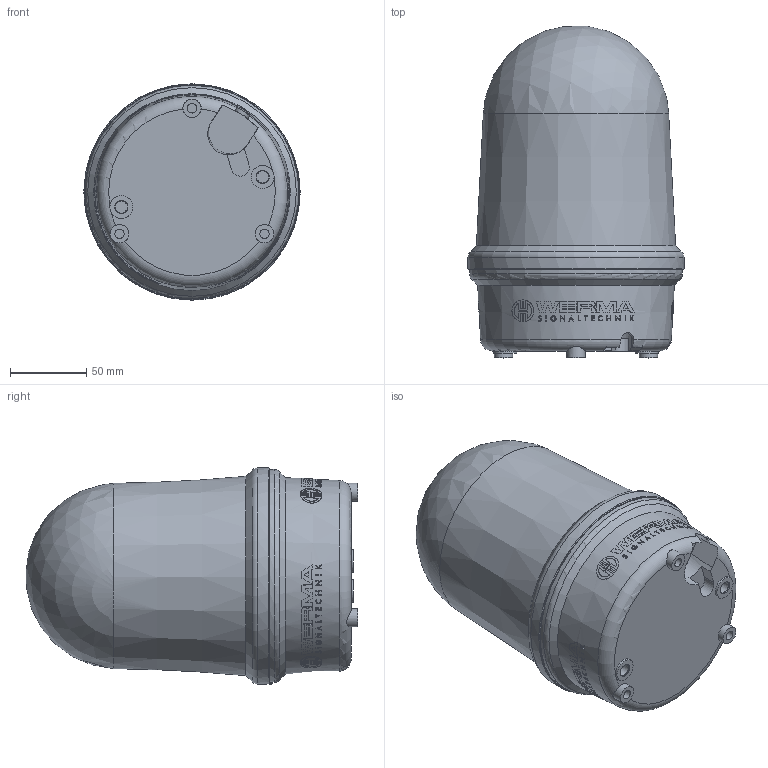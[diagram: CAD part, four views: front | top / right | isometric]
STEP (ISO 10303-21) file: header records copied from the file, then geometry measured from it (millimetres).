
FILE_DESCRIPTION(/* description */ ('Customer part'),/* implementation_level */ '2;1');
FILE_NAME(/* name */ '800000003723_PRT_000.step',/* time_stamp */ '2018-07-16T14:24:57+02:00',/* author */ ('IMPORT'),/* organization */ ('WERMA Signaltechnik GmbH+Co.KG'),/* preprocessor_version */ 'ST-DEVELOPER v17',/* originating_system */ 'Autodesk Inventor 2018',/* authorisation */ 'public');
FILE_SCHEMA (('AUTOMOTIVE_DESIGN { 1 0 10303 214 3 1 1 }'));
Length unit declared in the file: millimetre
Products named in the file (1): 800000003723
Bounding box: 141.98 x 218.13 x 141.99 mm (x, y, z)
Volume: 2445759.8 mm3; surface area: 113832.3 mm2
Topology: 1 solids, 9 shells, 856 faces, 2297 edges, 1540 vertices
Faces by surface type: plane 591, cylinder 154, cone 90, bspline 13, torus 7, sphere 1
Full cylindrical faces by diameter (mm): 6 x1, 6.2 x3, 8 x2, 8.7 x2, 12 x3, 15 x2, 142 x1
Entity records: 30949 total; most frequent: CARTESIAN_POINT 9700, ORIENTED_EDGE 4594, DIRECTION 4318, EDGE_CURVE 2297, AXIS2_PLACEMENT_3D 1663, VERTEX_POINT 1540, LINE 992, VECTOR 992
